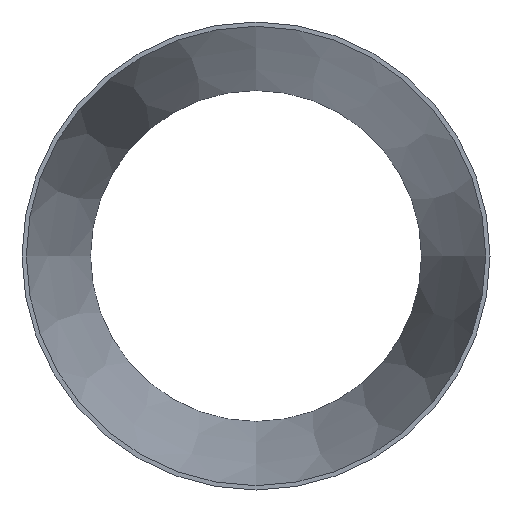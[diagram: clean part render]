
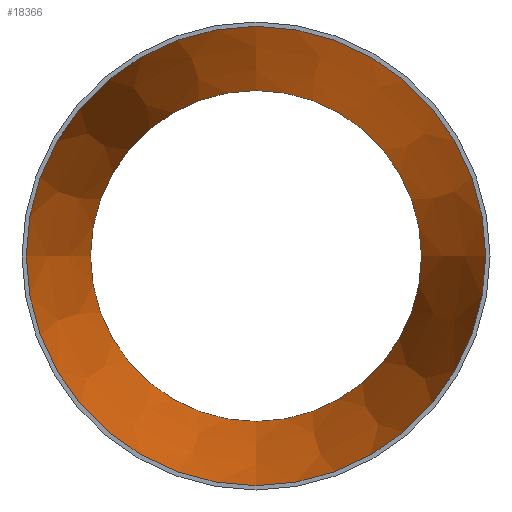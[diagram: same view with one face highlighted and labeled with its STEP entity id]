
A CAD part, front view. The second image highlights one B-rep face of the part: STEP entity #18366.
In plain terms, the highlighted conical face has half-angle 11.183 degrees and reference radius 107.511 mm.
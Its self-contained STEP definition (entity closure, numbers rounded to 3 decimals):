
#1887 = VERTEX_POINT ( 'NONE', #27850 ) ;
#3330 = CARTESIAN_POINT ( 'NONE',  ( 0., 152., 0. ) ) ;
#3401 = AXIS2_PLACEMENT_3D ( 'NONE', #26251, #10826, #18772 ) ;
#4278 = ORIENTED_EDGE ( 'NONE', *, *, #10488, .T. ) ;
#4670 = CIRCLE ( 'NONE', #25809, 107.511 ) ;
#5726 = FACE_OUTER_BOUND ( 'NONE', #13601, .T. ) ;
#7107 = ORIENTED_EDGE ( 'NONE', *, *, #10032, .F. ) ;
#7650 = CARTESIAN_POINT ( 'NONE',  ( 0., 0., -107.511 ) ) ;
#9089 = DIRECTION ( 'NONE',  ( 0., 0., -1. ) ) ;
#10032 = EDGE_CURVE ( 'NONE', #1887, #1887, #26867, .T. ) ;
#10482 = FACE_BOUND ( 'NONE', #21922, .T. ) ;
#10488 = EDGE_CURVE ( 'NONE', #28186, #28186, #4670, .T. ) ;
#10826 = DIRECTION ( 'NONE',  ( 0., -1., 0. ) ) ;
#11987 = DIRECTION ( 'NONE',  ( 0., -1., 0. ) ) ;
#13335 = AXIS2_PLACEMENT_3D ( 'NONE', #3330, #18268, #21489 ) ;
#13601 = EDGE_LOOP ( 'NONE', ( #4278 ) ) ;
#18268 = DIRECTION ( 'NONE',  ( 0., -1., 0. ) ) ;
#18366 = ADVANCED_FACE ( 'NONE', ( #10482, #5726 ), #27293, .F. ) ;
#18772 = DIRECTION ( 'NONE',  ( 0., 0., -1. ) ) ;
#21489 = DIRECTION ( 'NONE',  ( 0., 0., -1. ) ) ;
#21922 = EDGE_LOOP ( 'NONE', ( #7107 ) ) ;
#24510 = CARTESIAN_POINT ( 'NONE',  ( 0., 0., 0. ) ) ;
#25809 = AXIS2_PLACEMENT_3D ( 'NONE', #24510, #11987, #9089 ) ;
#26251 = CARTESIAN_POINT ( 'NONE',  ( 0., 0., 0. ) ) ;
#26867 = CIRCLE ( 'NONE', #13335, 77.461 ) ;
#27293 = CONICAL_SURFACE ( 'NONE', #3401, 107.511, 0.195 ) ;
#27850 = CARTESIAN_POINT ( 'NONE',  ( 0., 152., -77.461 ) ) ;
#28186 = VERTEX_POINT ( 'NONE', #7650 ) ;
